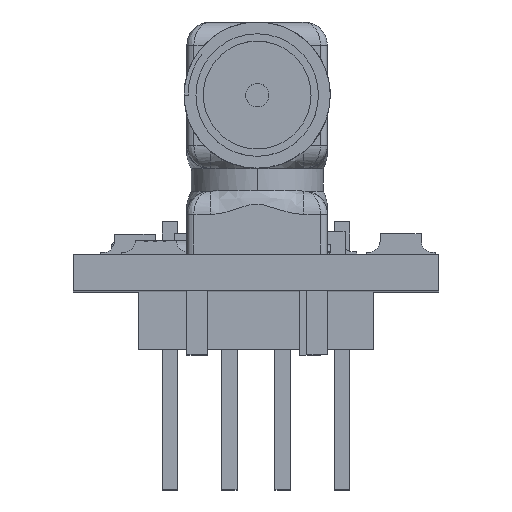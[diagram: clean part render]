
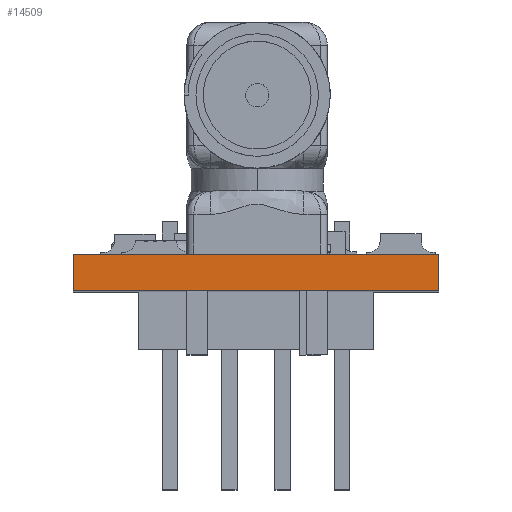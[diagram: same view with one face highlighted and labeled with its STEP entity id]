
A CAD part, top view. The second image highlights one B-rep face of the part: STEP entity #14509.
In plain terms, the highlighted planar face has unit normal (0, 0, 1).
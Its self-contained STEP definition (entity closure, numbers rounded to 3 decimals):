
#465 = VECTOR ( 'NONE', #16501, 1000. ) ;
#1752 = VECTOR ( 'NONE', #3639, 1000. ) ;
#2279 = LINE ( 'NONE', #4588, #18183 ) ;
#2559 = EDGE_CURVE ( 'NONE', #2970, #7417, #23085, .T. ) ;
#2970 = VERTEX_POINT ( 'NONE', #14411 ) ;
#3639 = DIRECTION ( 'NONE',  ( 0., -1., 0. ) ) ;
#4588 = CARTESIAN_POINT ( 'NONE',  ( -7.8, 0., 20.25 ) ) ;
#5903 = CARTESIAN_POINT ( 'NONE',  ( 7.8, 0., 20.25 ) ) ;
#5964 = CARTESIAN_POINT ( 'NONE',  ( 7.8, 1.55, 20.25 ) ) ;
#7125 = CARTESIAN_POINT ( 'NONE',  ( -7.8, 1.55, 20.25 ) ) ;
#7417 = VERTEX_POINT ( 'NONE', #10279 ) ;
#7820 = EDGE_CURVE ( 'NONE', #2970, #29230, #28232, .T. ) ;
#7878 = EDGE_LOOP ( 'NONE', ( #19904, #9922, #24677, #15011 ) ) ;
#9922 = ORIENTED_EDGE ( 'NONE', *, *, #20205, .F. ) ;
#10279 = CARTESIAN_POINT ( 'NONE',  ( -7.8, 0., 20.25 ) ) ;
#10542 = FACE_OUTER_BOUND ( 'NONE', #7878, .T. ) ;
#11390 = CARTESIAN_POINT ( 'NONE',  ( -7.8, 1.55, 20.25 ) ) ;
#12154 = DIRECTION ( 'NONE',  ( 1., 0., 0. ) ) ;
#14411 = CARTESIAN_POINT ( 'NONE',  ( -7.8, 1.55, 20.25 ) ) ;
#14509 = ADVANCED_FACE ( 'NONE', ( #10542 ), #19769, .F. ) ;
#15011 = ORIENTED_EDGE ( 'NONE', *, *, #2559, .T. ) ;
#16347 = AXIS2_PLACEMENT_3D ( 'NONE', #22092, #17004, #19317 ) ;
#16501 = DIRECTION ( 'NONE',  ( 1., 0., 0. ) ) ;
#17004 = DIRECTION ( 'NONE',  ( 0., 0., -1. ) ) ;
#17045 = DIRECTION ( 'NONE',  ( 0., -1., 0. ) ) ;
#18183 = VECTOR ( 'NONE', #12154, 1000. ) ;
#19317 = DIRECTION ( 'NONE',  ( -1., 0., 0. ) ) ;
#19769 = PLANE ( 'NONE',  #16347 ) ;
#19904 = ORIENTED_EDGE ( 'NONE', *, *, #28527, .T. ) ;
#20205 = EDGE_CURVE ( 'NONE', #29230, #24881, #29231, .T. ) ;
#22092 = CARTESIAN_POINT ( 'NONE',  ( -7.8, 1.55, 20.25 ) ) ;
#22561 = VECTOR ( 'NONE', #17045, 1000. ) ;
#23085 = LINE ( 'NONE', #11390, #22561 ) ;
#24034 = CARTESIAN_POINT ( 'NONE',  ( 7.8, 1.55, 20.25 ) ) ;
#24677 = ORIENTED_EDGE ( 'NONE', *, *, #7820, .F. ) ;
#24881 = VERTEX_POINT ( 'NONE', #5903 ) ;
#28232 = LINE ( 'NONE', #7125, #465 ) ;
#28527 = EDGE_CURVE ( 'NONE', #7417, #24881, #2279, .T. ) ;
#29230 = VERTEX_POINT ( 'NONE', #24034 ) ;
#29231 = LINE ( 'NONE', #5964, #1752 ) ;
